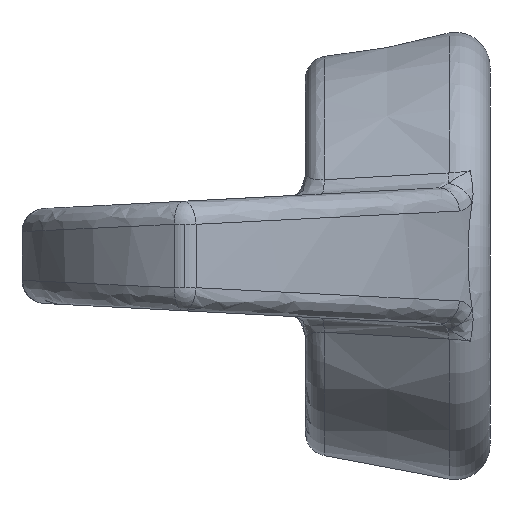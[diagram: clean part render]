
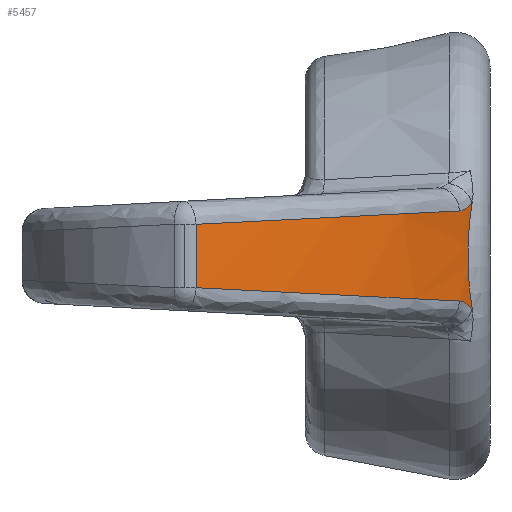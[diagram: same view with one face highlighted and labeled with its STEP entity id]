
A CAD part, left-side view. The second image highlights one B-rep face of the part: STEP entity #5457.
In plain terms, the highlighted cylindrical face has radius 14.5 mm (diameter 29 mm), a partial arc.
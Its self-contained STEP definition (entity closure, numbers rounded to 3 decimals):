
#252 = CARTESIAN_POINT ( 'NONE',  ( -10.876, 6.371, 0.687 ) ) ;
#412 = CARTESIAN_POINT ( 'NONE',  ( -4.619, 0.39, 1.157 ) ) ;
#417 = CARTESIAN_POINT ( 'NONE',  ( -5.15, 0.667, 0.976 ) ) ;
#528 = CARTESIAN_POINT ( 'NONE',  ( -4.61, 0.386, 1.164 ) ) ;
#603 = CARTESIAN_POINT ( 'NONE',  ( -4.619, 0.39, 1.157 ) ) ;
#972 = CARTESIAN_POINT ( 'NONE',  ( -7.577, 1.996, -0.909 ) ) ;
#1137 = CARTESIAN_POINT ( 'NONE',  ( -4.718, 0.44, -0.787 ) ) ;
#1202 = CARTESIAN_POINT ( 'NONE',  ( -4.717, 0.439, 0.792 ) ) ;
#1325 = CARTESIAN_POINT ( 'NONE',  ( -4.781, 0.472, -0.395 ) ) ;
#2010 = CARTESIAN_POINT ( 'NONE',  ( -4.614, 0.388, 1.16 ) ) ;
#2255 = LINE ( 'NONE', #2964, #14700 ) ;
#2321 = VERTEX_POINT ( 'NONE', #252 ) ;
#2494 = ORIENTED_EDGE ( 'NONE', *, *, #8609, .T. ) ;
#2573 =( BOUNDED_CURVE ( )  B_SPLINE_CURVE ( 3, ( #417, #15495, #6715, #15369 ),
 .UNSPECIFIED., .F., .F. ) 
 B_SPLINE_CURVE_WITH_KNOTS ( ( 4, 4 ),
 ( 3.643, 4.208 ),
 .UNSPECIFIED. ) 
 CURVE ( )  GEOMETRIC_REPRESENTATION_ITEM ( )  RATIONAL_B_SPLINE_CURVE ( ( 1., 0.974, 0.974, 1. ) ) 
 REPRESENTATION_ITEM ( '' )  );
#2964 = CARTESIAN_POINT ( 'NONE',  ( -10.876, 6.371, 1. ) ) ;
#3310 = CARTESIAN_POINT ( 'NONE',  ( -5.15, 0.667, 0.976 ) ) ;
#3661 = ORIENTED_EDGE ( 'NONE', *, *, #4456, .T. ) ;
#4456 = EDGE_CURVE ( 'NONE', #14827, #7153, #16464, .T. ) ;
#4679 = EDGE_CURVE ( 'NONE', #13300, #14827, #11413, .T. ) ;
#5023 = ORIENTED_EDGE ( 'NONE', *, *, #16052, .T. ) ;
#5086 = VERTEX_POINT ( 'NONE', #15111 ) ;
#5174 = CARTESIAN_POINT ( 'NONE',  ( -4.61, 0.386, -1.164 ) ) ;
#5457 = ADVANCED_FACE ( 'NONE', ( #6853 ), #10766, .T. ) ;
#5730 = CARTESIAN_POINT ( 'NONE',  ( -4.796, 0.479, 0.2 ) ) ;
#5846 = EDGE_CURVE ( 'NONE', #7714, #12923, #7355, .T. ) ;
#6673 = ORIENTED_EDGE ( 'NONE', *, *, #4679, .T. ) ;
#6715 = CARTESIAN_POINT ( 'NONE',  ( -9.538, 3.949, 0.81 ) ) ;
#6792 = CARTESIAN_POINT ( 'NONE',  ( -10.876, 6.371, -0.687 ) ) ;
#6826 = CARTESIAN_POINT ( 'NONE',  ( -9.538, 3.949, -0.81 ) ) ;
#6845 = CARTESIAN_POINT ( 'NONE',  ( -4.619, 0.39, -1.157 ) ) ;
#6853 = FACE_OUTER_BOUND ( 'NONE', #16334, .T. ) ;
#7026 = CARTESIAN_POINT ( 'NONE',  ( -10.876, 6.371, -0.687 ) ) ;
#7063 = CARTESIAN_POINT ( 'NONE',  ( -4.796, 0.479, -0.198 ) ) ;
#7153 = VERTEX_POINT ( 'NONE', #6845 ) ;
#7355 = B_SPLINE_CURVE_WITH_KNOTS ( 'NONE', 3,
 ( #603, #16616, #13843, #3310 ),
 .UNSPECIFIED., .F., .F.,
 ( 4, 4 ),
 ( 0., 0.001 ),
 .UNSPECIFIED. ) ;
#7714 = VERTEX_POINT ( 'NONE', #11138 ) ;
#7841 = CARTESIAN_POINT ( 'NONE',  ( -4.786, 0.474, -1.055 ) ) ;
#8044 = CARTESIAN_POINT ( 'NONE',  ( 1.815, 13.385, 1. ) ) ;
#8469 = ORIENTED_EDGE ( 'NONE', *, *, #9560, .T. ) ;
#8609 = EDGE_CURVE ( 'NONE', #13550, #7714, #13459, .T. ) ;
#9140 = CARTESIAN_POINT ( 'NONE',  ( -4.699, 0.43, -1.1 ) ) ;
#9560 = EDGE_CURVE ( 'NONE', #12923, #2321, #2573, .T. ) ;
#10758 = CARTESIAN_POINT ( 'NONE',  ( -4.619, 0.39, -1.157 ) ) ;
#10766 = CYLINDRICAL_SURFACE ( 'NONE', #11980, 14.5 ) ;
#10824 = CARTESIAN_POINT ( 'NONE',  ( -4.619, 0.39, -1.157 ) ) ;
#11138 = CARTESIAN_POINT ( 'NONE',  ( -4.619, 0.39, 1.157 ) ) ;
#11413 =( BOUNDED_CURVE ( )  B_SPLINE_CURVE ( 3, ( #7026, #6826, #972, #18558 ),
 .UNSPECIFIED., .F., .F. ) 
 B_SPLINE_CURVE_WITH_KNOTS ( ( 4, 4 ),
 ( 5.217, 5.782 ),
 .UNSPECIFIED. ) 
 CURVE ( )  GEOMETRIC_REPRESENTATION_ITEM ( )  RATIONAL_B_SPLINE_CURVE ( ( 1., 0.974, 0.974, 1. ) ) 
 REPRESENTATION_ITEM ( '' )  );
#11431 = CARTESIAN_POINT ( 'NONE',  ( -4.671, 0.416, 0.982 ) ) ;
#11896 = DIRECTION ( 'NONE',  ( 0., 0., -1. ) ) ;
#11980 = AXIS2_PLACEMENT_3D ( 'NONE', #8044, #14206, #17294 ) ;
#12157 = ORIENTED_EDGE ( 'NONE', *, *, #16470, .T. ) ;
#12644 = CARTESIAN_POINT ( 'NONE',  ( -4.671, 0.416, -0.982 ) ) ;
#12838 = CARTESIAN_POINT ( 'NONE',  ( -4.605, 0.383, 1.167 ) ) ;
#12840 = B_SPLINE_CURVE_WITH_KNOTS ( 'NONE', 3,
 ( #10824, #15231, #5174, #15420 ),
 .UNSPECIFIED., .F., .F.,
 ( 4, 4 ),
 ( 0., 0. ),
 .UNSPECIFIED. ) ;
#12923 = VERTEX_POINT ( 'NONE', #16116 ) ;
#13300 = VERTEX_POINT ( 'NONE', #6792 ) ;
#13448 = CARTESIAN_POINT ( 'NONE',  ( -4.605, 0.383, 1.167 ) ) ;
#13459 = B_SPLINE_CURVE_WITH_KNOTS ( 'NONE', 3,
 ( #13448, #528, #2010, #412 ),
 .UNSPECIFIED., .F., .F.,
 ( 4, 4 ),
 ( 0., 0. ),
 .UNSPECIFIED. ) ;
#13550 = VERTEX_POINT ( 'NONE', #16661 ) ;
#13631 = CARTESIAN_POINT ( 'NONE',  ( -5.056, 0.616, -0.979 ) ) ;
#13804 = ORIENTED_EDGE ( 'NONE', *, *, #5846, .T. ) ;
#13843 = CARTESIAN_POINT ( 'NONE',  ( -4.963, 0.565, 0.981 ) ) ;
#14206 = DIRECTION ( 'NONE',  ( 0., 0., -1. ) ) ;
#14307 = CARTESIAN_POINT ( 'NONE',  ( -4.78, 0.471, 0.401 ) ) ;
#14614 = EDGE_CURVE ( 'NONE', #5086, #13550, #16015, .T. ) ;
#14700 = VECTOR ( 'NONE', #11896, 1000. ) ;
#14827 = VERTEX_POINT ( 'NONE', #15116 ) ;
#15039 = CARTESIAN_POINT ( 'NONE',  ( -4.965, 0.567, -0.995 ) ) ;
#15111 = CARTESIAN_POINT ( 'NONE',  ( -4.605, 0.383, -1.167 ) ) ;
#15116 = CARTESIAN_POINT ( 'NONE',  ( -5.15, 0.667, -0.976 ) ) ;
#15231 = CARTESIAN_POINT ( 'NONE',  ( -4.614, 0.388, -1.16 ) ) ;
#15369 = CARTESIAN_POINT ( 'NONE',  ( -10.876, 6.371, 0.687 ) ) ;
#15420 = CARTESIAN_POINT ( 'NONE',  ( -4.605, 0.383, -1.167 ) ) ;
#15495 = CARTESIAN_POINT ( 'NONE',  ( -7.577, 1.996, 0.909 ) ) ;
#16015 = B_SPLINE_CURVE_WITH_KNOTS ( 'NONE', 3,
 ( #18480, #12644, #1137, #1325, #7063, #5730, #14307, #1202, #11431, #12838 ),
 .UNSPECIFIED., .F., .F.,
 ( 4, 2, 2, 2, 4 ),
 ( 0., 0.001, 0.002, 0.002, 0.003 ),
 .UNSPECIFIED. ) ;
#16052 = EDGE_CURVE ( 'NONE', #7153, #5086, #12840, .T. ) ;
#16116 = CARTESIAN_POINT ( 'NONE',  ( -5.15, 0.667, 0.976 ) ) ;
#16252 = ORIENTED_EDGE ( 'NONE', *, *, #14614, .T. ) ;
#16334 = EDGE_LOOP ( 'NONE', ( #3661, #5023, #16252, #2494, #13804, #8469, #12157, #6673 ) ) ;
#16464 = B_SPLINE_CURVE_WITH_KNOTS ( 'NONE', 3,
 ( #17935, #13631, #15039, #7841, #9140, #10758 ),
 .UNSPECIFIED., .F., .F.,
 ( 4, 2, 4 ),
 ( 0., 0., 0.001 ),
 .UNSPECIFIED. ) ;
#16470 = EDGE_CURVE ( 'NONE', #2321, #13300, #2255, .T. ) ;
#16616 = CARTESIAN_POINT ( 'NONE',  ( -4.779, 0.47, 1.042 ) ) ;
#16661 = CARTESIAN_POINT ( 'NONE',  ( -4.605, 0.383, 1.167 ) ) ;
#17294 = DIRECTION ( 'NONE',  ( -1., 0., 0. ) ) ;
#17935 = CARTESIAN_POINT ( 'NONE',  ( -5.15, 0.667, -0.976 ) ) ;
#18480 = CARTESIAN_POINT ( 'NONE',  ( -4.605, 0.383, -1.167 ) ) ;
#18558 = CARTESIAN_POINT ( 'NONE',  ( -5.15, 0.667, -0.976 ) ) ;
